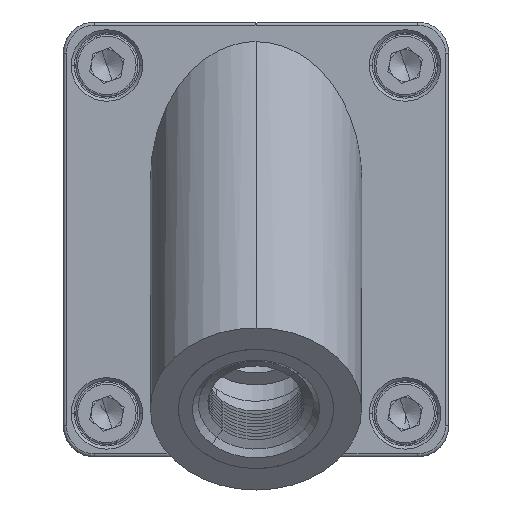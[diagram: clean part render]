
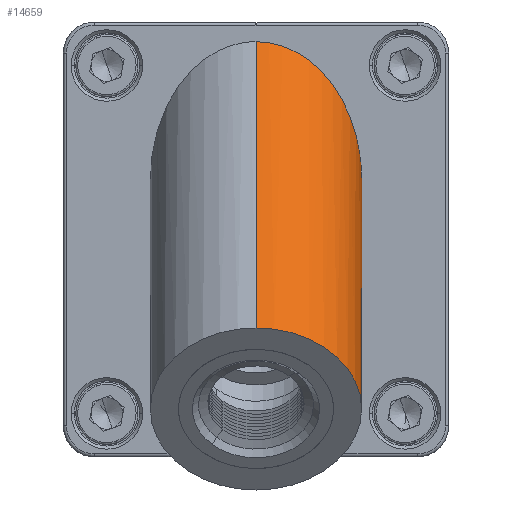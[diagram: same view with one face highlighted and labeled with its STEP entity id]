
A CAD part, top view. The second image highlights one B-rep face of the part: STEP entity #14659.
In plain terms, the highlighted cylindrical face has radius 17 mm (diameter 34 mm), a partial arc.
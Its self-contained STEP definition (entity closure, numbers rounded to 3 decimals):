
#372 = VERTEX_POINT ( 'NONE', #25932 ) ;
#397 = CARTESIAN_POINT ( 'NONE',  ( -14., 21.244, 22.388 ) ) ;
#412 = AXIS2_PLACEMENT_3D ( 'NONE', #13102, #28129, #8788 ) ;
#1567 =( BOUNDED_CURVE ( )  B_SPLINE_CURVE ( 3, ( #15746, #9303, #20193, #11522 ),
 .UNSPECIFIED., .F., .F. ) 
 B_SPLINE_CURVE_WITH_KNOTS ( ( 4, 4 ),
 ( 3.142, 4.712 ),
 .UNSPECIFIED. ) 
 CURVE ( )  GEOMETRIC_REPRESENTATION_ITEM ( )  RATIONAL_B_SPLINE_CURVE ( ( 1., 0.805, 0.805, 1. ) ) 
 REPRESENTATION_ITEM ( '' )  );
#1681 = CARTESIAN_POINT ( 'NONE',  ( -14., 35.274, 21.161 ) ) ;
#2108 = AXIS2_PLACEMENT_3D ( 'NONE', #3542, #3829, #23471 ) ;
#2215 = DIRECTION ( 'NONE',  ( 0., -0.643, 0.766 ) ) ;
#2510 = CARTESIAN_POINT ( 'NONE',  ( -14., 44.639, 10. ) ) ;
#2524 = CARTESIAN_POINT ( 'NONE',  ( -31., 11.324, 23.256 ) ) ;
#3542 = CARTESIAN_POINT ( 'NONE',  ( -31., 55.117, -2.488 ) ) ;
#3829 = DIRECTION ( 'NONE',  ( 0., -0.643, 0.766 ) ) ;
#5778 = VERTEX_POINT ( 'NONE', #2524 ) ;
#6522 = VERTEX_POINT ( 'NONE', #1681 ) ;
#6808 = VECTOR ( 'NONE', #10022, 1000. ) ;
#6983 =( BOUNDED_CURVE ( )  B_SPLINE_CURVE ( 3, ( #26769, #17652, #397, #13622 ),
 .UNSPECIFIED., .F., .F. ) 
 B_SPLINE_CURVE_WITH_KNOTS ( ( 4, 4 ),
 ( 0., 1.571 ),
 .UNSPECIFIED. ) 
 CURVE ( )  GEOMETRIC_REPRESENTATION_ITEM ( )  RATIONAL_B_SPLINE_CURVE ( ( 1., 0.805, 0.805, 1. ) ) 
 REPRESENTATION_ITEM ( '' )  );
#7363 = VERTEX_POINT ( 'NONE', #18777 ) ;
#7700 = ORIENTED_EDGE ( 'NONE', *, *, #13933, .F. ) ;
#8788 = DIRECTION ( 'NONE',  ( 0., 0.766, 0.643 ) ) ;
#9303 = CARTESIAN_POINT ( 'NONE',  ( -21.042, 66.831, 10. ) ) ;
#9726 = EDGE_CURVE ( 'NONE', #5778, #6522, #6983, .T. ) ;
#10022 = DIRECTION ( 'NONE',  ( 0., -0.643, 0.766 ) ) ;
#11522 = CARTESIAN_POINT ( 'NONE',  ( -14., 44.639, 10. ) ) ;
#11603 = CARTESIAN_POINT ( 'NONE',  ( -31., 20.657, 65.028 ) ) ;
#11871 = CYLINDRICAL_SURFACE ( 'NONE', #2108, 17. ) ;
#12851 = ORIENTED_EDGE ( 'NONE', *, *, #9726, .T. ) ;
#13102 = CARTESIAN_POINT ( 'NONE',  ( -31., 7.634, 54.101 ) ) ;
#13622 = CARTESIAN_POINT ( 'NONE',  ( -14., 35.274, 21.161 ) ) ;
#13711 = CIRCLE ( 'NONE', #412, 17. ) ;
#13882 = EDGE_CURVE ( 'NONE', #5778, #7363, #21955, .T. ) ;
#13933 = EDGE_CURVE ( 'NONE', #7363, #18535, #13711, .T. ) ;
#14659 = ADVANCED_FACE ( 'NONE', ( #26639 ), #11871, .T. ) ;
#15734 = EDGE_LOOP ( 'NONE', ( #19199, #12851, #17732, #23136, #22657, #7700 ) ) ;
#15746 = CARTESIAN_POINT ( 'NONE',  ( -31., 66.831, 10. ) ) ;
#17369 = VECTOR ( 'NONE', #28436, 1000. ) ;
#17652 = CARTESIAN_POINT ( 'NONE',  ( -21.042, 11.324, 23.256 ) ) ;
#17732 = ORIENTED_EDGE ( 'NONE', *, *, #26136, .F. ) ;
#18535 = VERTEX_POINT ( 'NONE', #11603 ) ;
#18777 = CARTESIAN_POINT ( 'NONE',  ( -31., -5.389, 43.173 ) ) ;
#19199 = ORIENTED_EDGE ( 'NONE', *, *, #13882, .F. ) ;
#20193 = CARTESIAN_POINT ( 'NONE',  ( -14., 57.638, 10. ) ) ;
#20892 = LINE ( 'NONE', #25382, #6808 ) ;
#21858 = CARTESIAN_POINT ( 'NONE',  ( -31., 42.095, -13.415 ) ) ;
#21955 = LINE ( 'NONE', #21858, #28506 ) ;
#22657 = ORIENTED_EDGE ( 'NONE', *, *, #28480, .T. ) ;
#22701 = EDGE_CURVE ( 'NONE', #372, #25205, #1567, .T. ) ;
#23136 = ORIENTED_EDGE ( 'NONE', *, *, #22701, .F. ) ;
#23224 = LINE ( 'NONE', #26301, #17369 ) ;
#23471 = DIRECTION ( 'NONE',  ( 0., 0.766, 0.643 ) ) ;
#25205 = VERTEX_POINT ( 'NONE', #2510 ) ;
#25382 = CARTESIAN_POINT ( 'NONE',  ( -31., 68.14, 8.439 ) ) ;
#25932 = CARTESIAN_POINT ( 'NONE',  ( -31., 66.831, 10. ) ) ;
#26136 = EDGE_CURVE ( 'NONE', #25205, #6522, #23224, .T. ) ;
#26301 = CARTESIAN_POINT ( 'NONE',  ( -14., 24.346, 34.183 ) ) ;
#26639 = FACE_OUTER_BOUND ( 'NONE', #15734, .T. ) ;
#26769 = CARTESIAN_POINT ( 'NONE',  ( -31., 11.324, 23.256 ) ) ;
#28129 = DIRECTION ( 'NONE',  ( 0., -0.643, 0.766 ) ) ;
#28436 = DIRECTION ( 'NONE',  ( 0., -0.643, 0.766 ) ) ;
#28480 = EDGE_CURVE ( 'NONE', #372, #18535, #20892, .T. ) ;
#28506 = VECTOR ( 'NONE', #2215, 1000. ) ;
